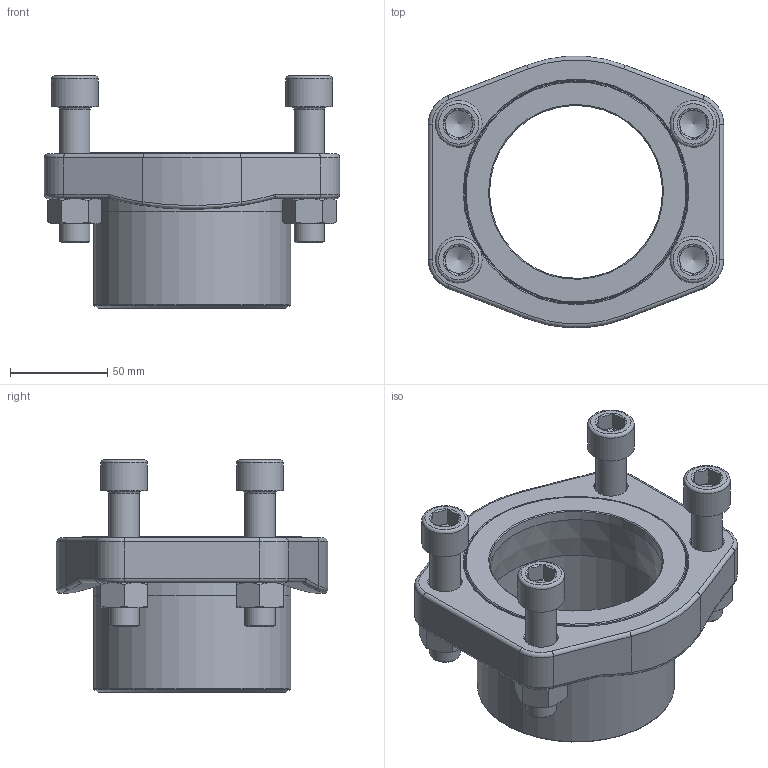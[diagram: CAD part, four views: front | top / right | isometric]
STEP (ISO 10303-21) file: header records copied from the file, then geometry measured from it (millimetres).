
FILE_DESCRIPTION(/* description */ (''),/* implementation_level */ '2;1');
FILE_NAME(/* name */ 'AFG89-312.stp',/* time_stamp */ '2025-01-14T15:23:45+01:00',/* author */ (''),/* organization */ (''),/* preprocessor_version */ 'ST-DEVELOPER v16',/* originating_system */ 'SIEMENS PLM Software NX 10.0',/* authorisation */ '');
FILE_SCHEMA (('AUTOMOTIVE_DESIGN { 1 0 10303 214 3 1 1 1 }'));
Length unit declared in the file: millimetre
Products named in the file (5): X-AFV89-3; X-AFK89-3; X-FM16; X-M16x70I; AFG89-3
Assembly tree (10 placements, depth 2):
  AFG89-3
    X-M16x70I  x4
    X-FM16  x4
    X-AFK89-3
    X-AFV89-3
Bounding box: 152 x 139.67 x 119.6 mm (x, y, z)
Volume: 408774.7 mm3; surface area: 130215.7 mm2
Topology: 10 solids, 10 shells, 307 faces, 642 edges, 361 vertices
Faces by surface type: cone 112, plane 104, cylinder 41, torus 36, bspline 12, sphere 2
Full cylindrical faces by diameter (mm): 14.344 x4, 15.682 x4, 17 x4, 24 x4, 89 x1, 94.4 x1, 101.55 x1, 101.6 x1, 102.4 x1, 114.3 x1, 115.1 x1
Entity records: 4503 total; most frequent: CARTESIAN_POINT 1323, DIRECTION 678, ORIENTED_EDGE 546, AXIS2_PLACEMENT_3D 309, EDGE_CURVE 273, EDGE_LOOP 212, VERTEX_POINT 178, CIRCLE 159
